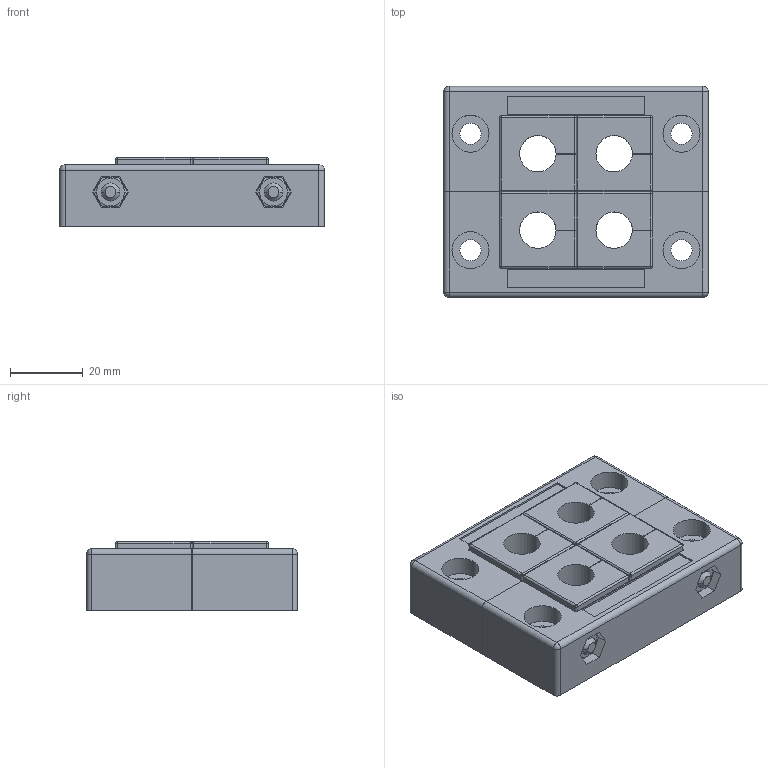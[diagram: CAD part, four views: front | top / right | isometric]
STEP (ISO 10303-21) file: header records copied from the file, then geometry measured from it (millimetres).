
FILE_DESCRIPTION(('STEP AP242'),'1');
FILE_NAME('42204.stp','2019-01-03T10:10:05',('TraceParts'),('TraceParts S.A.'),'Spatial InterOp 3D',' ',' ');
FILE_SCHEMA(('AP242_MANAGED_MODEL_BASED_3D_ENGINEERING_MIM_LF {1 0 10303 442 1 1 4}'));
Length unit declared in the file: millimetre
Products named in the file (1): 42204_1
Bounding box: 72.8 x 58 x 19 mm (x, y, z)
Volume: 68304 mm3; surface area: 32876.6 mm2
Topology: 9 solids, 9 shells, 310 faces, 746 edges, 448 vertices
Faces by surface type: plane 160, cylinder 106, sphere 20, cone 20, torus 4
Entity records: 8901 total; most frequent: CARTESIAN_POINT 1649, DIRECTION 1544, ORIENTED_EDGE 1452, EDGE_CURVE 726, AXIS2_PLACEMENT_3D 535, LINE 474, VECTOR 474, VERTEX_POINT 448
